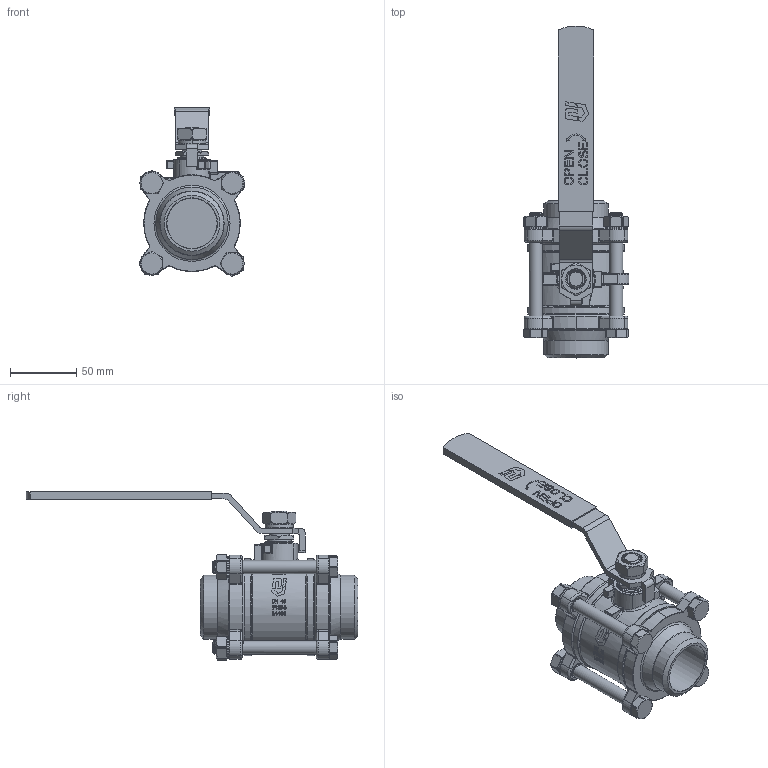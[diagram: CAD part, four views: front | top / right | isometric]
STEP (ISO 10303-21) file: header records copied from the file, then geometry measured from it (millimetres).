
FILE_DESCRIPTION(('HOOPS Exchange Step'),'2;1');
FILE_NAME('GK0401_DN40.stp','2025-10-31T14:41:32+01:00',('nieru'),('Unknown organisation'),'HOOPS Exchange 2024.2','HOOPS Exchange','Unknown authorisation');
FILE_SCHEMA( ('AP203_CONFIGURATION_CONTROLLED_3D_DESIGN_OF_MECHANICAL_PARTS_AND_ASSEMBLIES_MIM_LF') );
Length unit declared in the file: millimetre
Products named in the file (2): 0; root
Assembly tree (1 placements, depth 2):
  root
    0
Bounding box: 80.02 x 250.8 x 127.31 mm (x, y, z)
Volume: 414796.9 mm3; surface area: 89588.3 mm2
Topology: 1 solids, 1 shells, 1901 faces, 5505 edges, 3652 vertices
Faces by surface type: plane 880, cylinder 510, bspline 306, torus 128, cone 56, sphere 21
Full cylindrical faces by diameter (mm): 10 x72, 11.8 x3, 13.6 x4, 15 x1, 15.5 x1, 18 x1, 20.5 x1, 20.7 x2, 22 x2, 38 x2, 48.408 x2, 70.5 x1, 73 x2
Entity records: 127011 total; most frequent: CARTESIAN_POINT 82068, ORIENTED_EDGE 10972, DIRECTION 7214, EDGE_CURVE 5486, VERTEX_POINT 3652, AXIS2_PLACEMENT_3D 2557, B_SPLINE_CURVE_WITH_KNOTS 2154, VECTOR 2100
